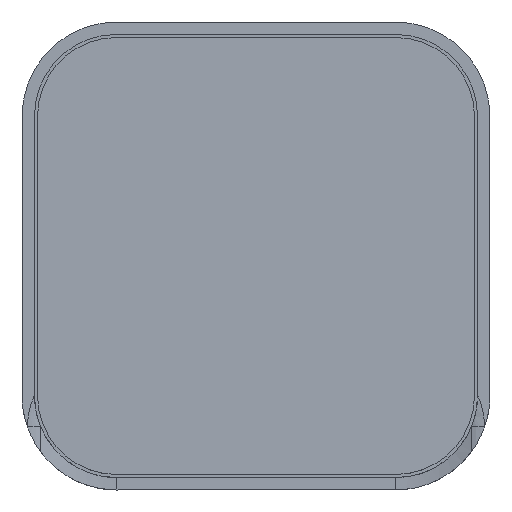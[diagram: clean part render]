
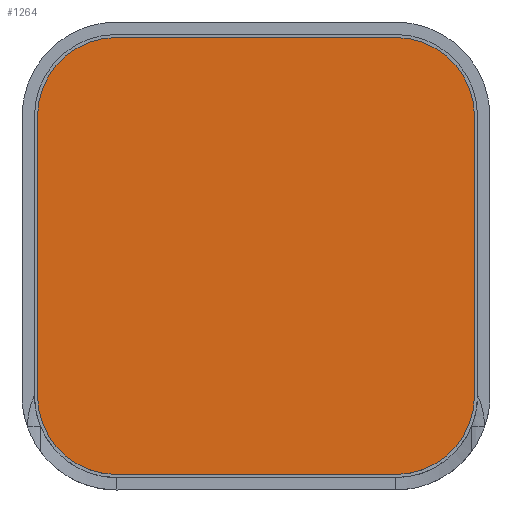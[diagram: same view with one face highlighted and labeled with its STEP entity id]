
A CAD part, top view. The second image highlights one B-rep face of the part: STEP entity #1264.
In plain terms, the highlighted planar face has unit normal (0, 0, 1).
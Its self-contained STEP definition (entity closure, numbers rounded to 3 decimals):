
#60=PLANE('',#1402);
#139=FACE_OUTER_BOUND('',#218,.T.);
#218=EDGE_LOOP('',(#1141,#1142,#1143,#1144,#1145,#1146,#1147,#1148));
#281=CIRCLE('',#1388,5.087);
#283=CIRCLE('',#1392,5.087);
#285=CIRCLE('',#1396,5.087);
#287=CIRCLE('',#1400,5.087);
#378=LINE('',#2272,#481);
#382=LINE('',#2284,#485);
#386=LINE('',#2296,#489);
#390=LINE('',#2306,#493);
#481=VECTOR('',#1738,10.);
#485=VECTOR('',#1750,10.);
#489=VECTOR('',#1762,10.);
#493=VECTOR('',#1774,10.);
#600=VERTEX_POINT('',#2263);
#601=VERTEX_POINT('',#2265);
#603=VERTEX_POINT('',#2271);
#605=VERTEX_POINT('',#2277);
#607=VERTEX_POINT('',#2283);
#609=VERTEX_POINT('',#2289);
#611=VERTEX_POINT('',#2295);
#613=VERTEX_POINT('',#2301);
#773=EDGE_CURVE('',#601,#600,#281,.T.);
#776=EDGE_CURVE('',#603,#601,#378,.T.);
#779=EDGE_CURVE('',#605,#603,#283,.T.);
#782=EDGE_CURVE('',#607,#605,#382,.T.);
#785=EDGE_CURVE('',#609,#607,#285,.T.);
#788=EDGE_CURVE('',#611,#609,#386,.T.);
#791=EDGE_CURVE('',#613,#611,#287,.T.);
#794=EDGE_CURVE('',#600,#613,#390,.T.);
#1141=ORIENTED_EDGE('',*,*,#794,.T.);
#1142=ORIENTED_EDGE('',*,*,#791,.T.);
#1143=ORIENTED_EDGE('',*,*,#788,.T.);
#1144=ORIENTED_EDGE('',*,*,#785,.T.);
#1145=ORIENTED_EDGE('',*,*,#782,.T.);
#1146=ORIENTED_EDGE('',*,*,#779,.T.);
#1147=ORIENTED_EDGE('',*,*,#776,.T.);
#1148=ORIENTED_EDGE('',*,*,#773,.T.);
#1264=ADVANCED_FACE('',(#139),#60,.T.);
#1388=AXIS2_PLACEMENT_3D('',#2266,#1732,#1733);
#1392=AXIS2_PLACEMENT_3D('',#2278,#1744,#1745);
#1396=AXIS2_PLACEMENT_3D('',#2290,#1756,#1757);
#1400=AXIS2_PLACEMENT_3D('',#2302,#1768,#1769);
#1402=AXIS2_PLACEMENT_3D('',#2307,#1775,#1776);
#1732=DIRECTION('center_axis',(0.,0.,1.));
#1733=DIRECTION('ref_axis',(0.,-1.,0.));
#1738=DIRECTION('',(1.,0.,0.));
#1744=DIRECTION('center_axis',(0.,0.,1.));
#1745=DIRECTION('ref_axis',(-1.,0.,0.));
#1750=DIRECTION('',(0.,-1.,0.));
#1756=DIRECTION('center_axis',(0.,0.,1.));
#1757=DIRECTION('ref_axis',(0.,1.,0.));
#1762=DIRECTION('',(-1.,0.,0.));
#1768=DIRECTION('center_axis',(0.,0.,1.));
#1769=DIRECTION('ref_axis',(1.,0.,0.));
#1774=DIRECTION('',(0.,1.,0.));
#1775=DIRECTION('center_axis',(0.,0.,1.));
#1776=DIRECTION('ref_axis',(-1.,0.,0.));
#2263=CARTESIAN_POINT('',(14.087,-9.,4.1));
#2265=CARTESIAN_POINT('',(9.,-14.087,4.1));
#2266=CARTESIAN_POINT('Origin',(9.,-9.,4.1));
#2271=CARTESIAN_POINT('',(-9.,-14.087,4.1));
#2272=CARTESIAN_POINT('',(-9.,-14.087,4.1));
#2277=CARTESIAN_POINT('',(-14.087,-9.,4.1));
#2278=CARTESIAN_POINT('Origin',(-9.,-9.,4.1));
#2283=CARTESIAN_POINT('',(-14.087,9.,4.1));
#2284=CARTESIAN_POINT('',(-14.087,9.,4.1));
#2289=CARTESIAN_POINT('',(-9.,14.087,4.1));
#2290=CARTESIAN_POINT('Origin',(-9.,9.,4.1));
#2295=CARTESIAN_POINT('',(9.,14.087,4.1));
#2296=CARTESIAN_POINT('',(9.,14.087,4.1));
#2301=CARTESIAN_POINT('',(14.087,9.,4.1));
#2302=CARTESIAN_POINT('Origin',(9.,9.,4.1));
#2306=CARTESIAN_POINT('',(14.087,-9.,4.1));
#2307=CARTESIAN_POINT('Origin',(0.,0.,
4.1));
